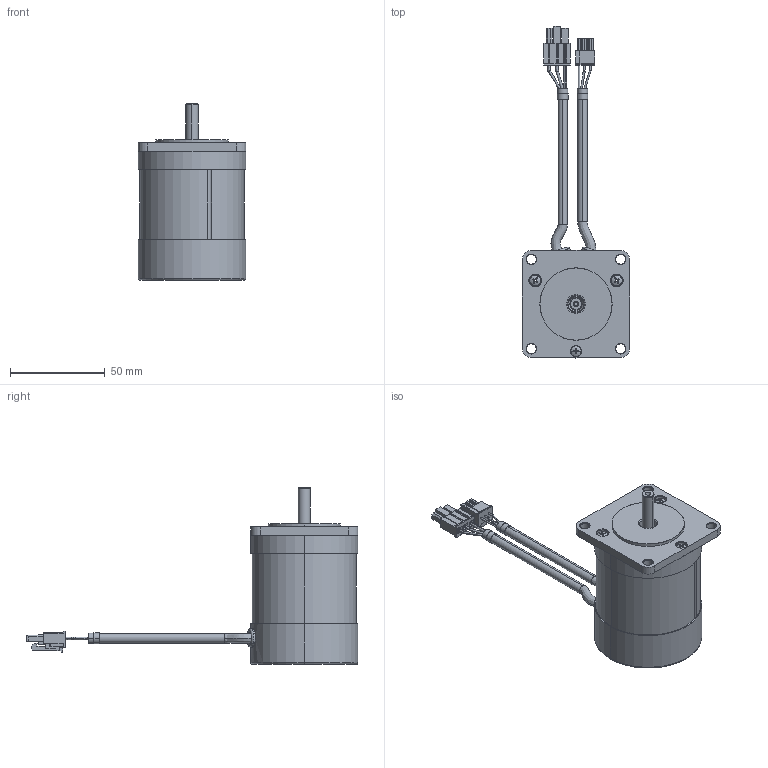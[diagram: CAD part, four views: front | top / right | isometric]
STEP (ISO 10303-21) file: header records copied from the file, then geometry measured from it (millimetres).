
FILE_DESCRIPTION (( 'STEP AP203' ), '1' );
FILE_NAME ('R57BLB100L2.STEP', '2018-05-31T08:19:42', ( 'User' ), ( 'China' ), 'SwSTEP 2.0', 'SolidWorks 2012', '' );
FILE_SCHEMA (( 'CONFIG_CONTROL_DESIGN' ));
Length unit declared in the file: millimetre
Products named in the file (1): R57BLB100L2
Bounding box: 56.6 x 174.86 x 93 mm (x, y, z)
Surface area: 27631.6 mm2 (no closed solid volume)
Topology: 0 solids, 18 shells, 441 faces, 1369 edges, 938 vertices
Faces by surface type: plane 270, cylinder 101, torus 26, bspline 20, cone 18, sphere 6
Entity records: 16171 total; most frequent: CARTESIAN_POINT 4032, DIRECTION 2499, ORIENTED_EDGE 2287, EDGE_CURVE 1369, VECTOR 955, LINE 955, VERTEX_POINT 938, AXIS2_PLACEMENT_3D 772
